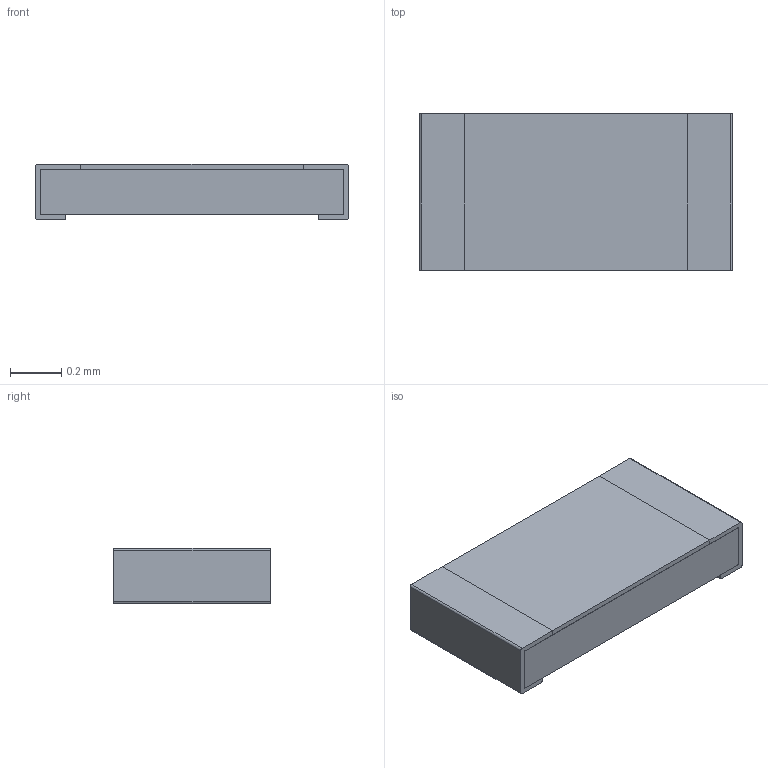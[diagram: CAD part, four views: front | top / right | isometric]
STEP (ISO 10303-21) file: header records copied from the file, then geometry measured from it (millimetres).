
FILE_DESCRIPTION(('FreeCAD Model'),'2;1');
FILE_NAME('R_1206.STEP', '2016-03-20T01:04:17',('Author'),(''), 'Open CASCADE STEP processor 6.8','FreeCAD','Unknown');
FILE_SCHEMA(('AUTOMOTIVE_DESIGN_CC2 { 1 2 10303 214 -1 1 5 4 }'));
Length unit declared in the file: millimetre
Products named in the file (5): Document; Document001; Document002; Document003; Document004
Bounding box: 1.22 x 0.61 x 0.22 mm (x, y, z)
Volume: 0.2 mm3; surface area: 5 mm2
Topology: 5 solids, 5 shells, 61 faces, 153 edges, 102 vertices
Faces by surface type: bspline 61
Entity records: 3787 total; most frequent: CARTESIAN_POINT 1735, B_SPLINE_CURVE_WITH_KNOTS 383, ORIENTED_EDGE 306, PCURVE 306, DEFINITIONAL_REPRESENTATION 306, EDGE_CURVE 153, SURFACE_CURVE 153, VERTEX_POINT 102
